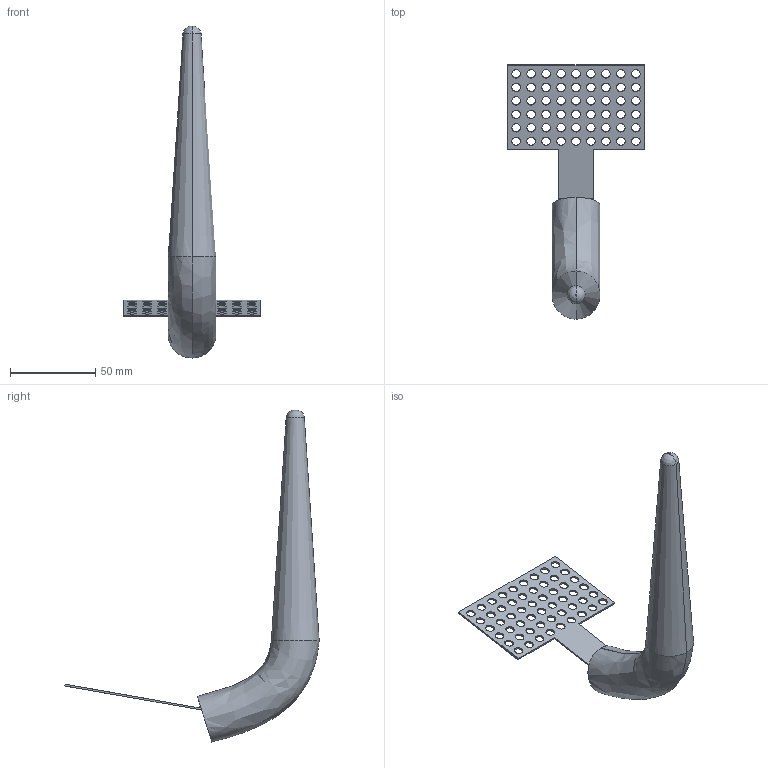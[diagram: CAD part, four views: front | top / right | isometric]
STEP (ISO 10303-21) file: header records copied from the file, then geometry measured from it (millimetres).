
FILE_DESCRIPTION(/* description */ (''),/* implementation_level */ '2;1');
FILE_NAME(/* name */ '',/* time_stamp */ '2025-12-24T16:41:11+09:00',/* author */ (''),/* organization */ (''),/* preprocessor_version */ 'ST-DEVELOPER v20.1',/* originating_system */ 'Autodesk Translation Framework v14.21.0.0',/* authorisation */ '');
FILE_SCHEMA (('AUTOMOTIVE_DESIGN { 1 0 10303 214 3 1 1 }'));
Length unit declared in the file: millimetre
Products named in the file (1): 蒼角 _つの
Bounding box: 80 x 148.88 x 194.3 mm (x, y, z)
Volume: 91039 mm3; surface area: 35560.7 mm2
Topology: 3 solids, 3 shells, 88 faces, 248 edges, 166 vertices
Faces by surface type: cylinder 55, plane 26, bspline 5, cone 2
Full cylindrical faces by diameter (mm): 5 x54
Entity records: 3481 total; most frequent: CARTESIAN_POINT 850, DIRECTION 537, ORIENTED_EDGE 496, EDGE_CURVE 248, AXIS2_PLACEMENT_3D 210, EDGE_LOOP 196, VERTEX_POINT 166, CIRCLE 126
